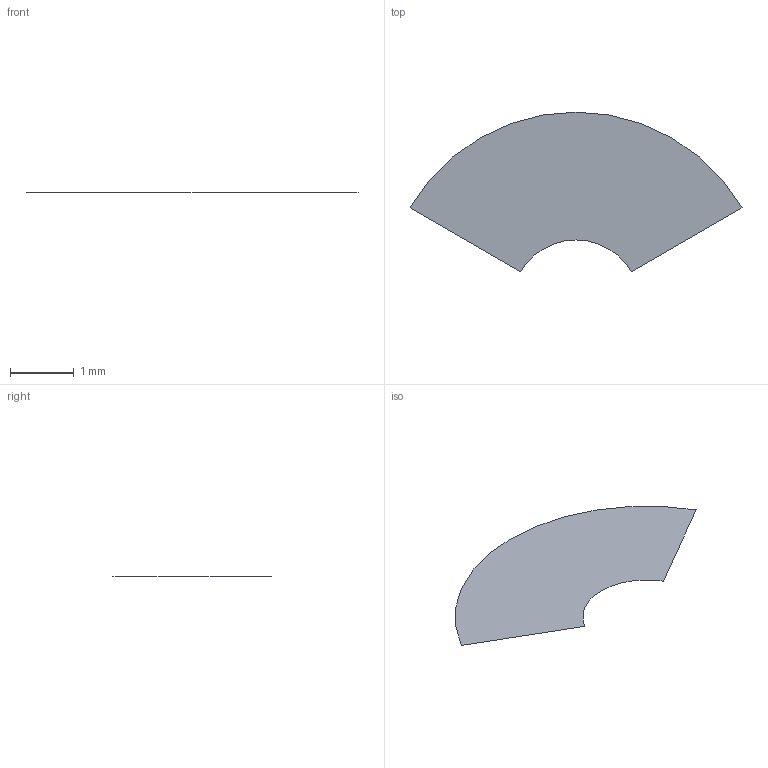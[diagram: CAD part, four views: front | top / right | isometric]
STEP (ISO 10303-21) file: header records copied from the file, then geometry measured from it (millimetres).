
FILE_DESCRIPTION(('STEP AP203'),'1');
FILE_NAME('baseballfield.stp','2013-06-21T17:07:17',(' '),(' '),'Spatial InterOp 3D',' ',' ');
FILE_SCHEMA(('CONFIG_CONTROL_DESIGN'));
Length unit declared in the file: millimetre
Products named in the file (1): 1
Bounding box: 5.2 x 2.5 x 0 mm (x, y, z)
Surface area: 8.4 mm2 (no closed solid volume)
Topology: 0 solids, 1 shells, 1 faces, 4 edges, 4 vertices
Faces by surface type: plane 1
Entity records: 94 total; most frequent: CARTESIAN_POINT 10, DIRECTION 10, CC_DESIGN_PERSON_AND_ORGANIZATION_ASSIGNMENT 5, PERSON_AND_ORGANIZATION_ROLE 4, AXIS2_PLACEMENT_3D 4, ORIENTED_EDGE 4, EDGE_CURVE 4, VERTEX_POINT 4
